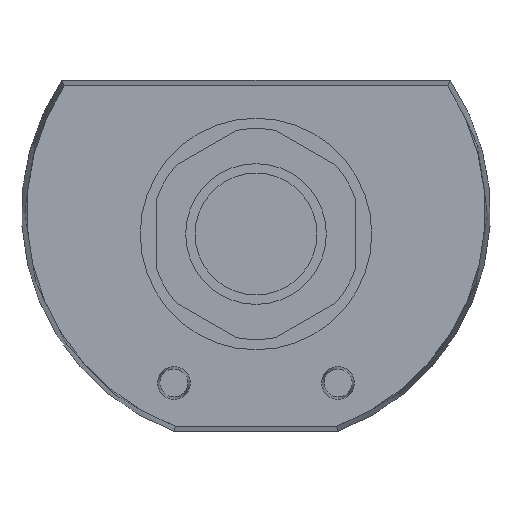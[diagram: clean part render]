
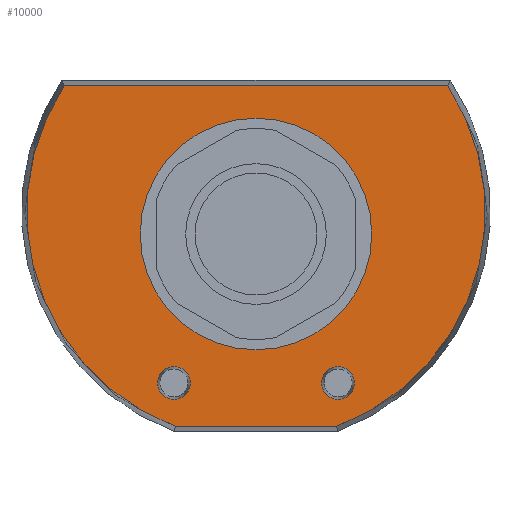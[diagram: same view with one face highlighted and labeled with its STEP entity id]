
A CAD part, front view. The second image highlights one B-rep face of the part: STEP entity #10000.
In plain terms, the highlighted face is planar.
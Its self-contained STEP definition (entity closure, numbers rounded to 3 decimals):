
#8040=CARTESIAN_POINT('',(-9.875,-1.9,-93.));
#8050=VERTEX_POINT('',#8040);
#8130=CARTESIAN_POINT('',(9.875,-1.9,-93.));
#8140=VERTEX_POINT('',#8130);
#8170=CARTESIAN_POINT('',(0.,-1.9,-93.));
#8180=DIRECTION('',(0.,0.,1.));
#8190=DIRECTION('',(-1.,0.,0.));
#8200=AXIS2_PLACEMENT_3D('',#8170,#8180,#8190);
#8210=CIRCLE('',#8200,9.875);
#8220=EDGE_CURVE('',#8140,#8050,#8210,.T.);
#9200=CARTESIAN_POINT('',(35.77,-21.217,-93.));
#9210=DIRECTION('',(0.,0.,-1.));
#9220=DIRECTION('',(-1.,0.,0.));
#9230=AXIS2_PLACEMENT_3D('',#9200,#9210,#9220);
#9240=PLANE('',#9230);
#9250=CARTESIAN_POINT('',(0.,10.76,-93.));
#9260=DIRECTION('',(-1.,0.,0.));
#9270=VECTOR('',#9260,1.);
#9280=LINE('',#9250,#9270);
#9290=CARTESIAN_POINT('',(16.335,10.76,-93.));
#9300=VERTEX_POINT('',#9290);
#9310=CARTESIAN_POINT('',(-16.335,10.76,-93.));
#9320=VERTEX_POINT('',#9310);
#9330=EDGE_CURVE('',#9300,#9320,#9280,.T.);
#9340=ORIENTED_EDGE('',*,*,#9330,.F.);
#9350=CARTESIAN_POINT('',(0.,0.,-93.
));
#9360=DIRECTION('',(0.,0.,-1.));
#9370=DIRECTION('',(0.,1.,0.));
#9380=AXIS2_PLACEMENT_3D('',#9350,#9360,#9370);
#9390=CIRCLE('',#9380,19.56);
#9400=CARTESIAN_POINT('',(-6.88,-18.31,-93.));
#9410=VERTEX_POINT('',#9400);
#9420=EDGE_CURVE('',#9410,#9320,#9390,.T.);
#9430=ORIENTED_EDGE('',*,*,#9420,.T.);
#9440=CARTESIAN_POINT('',(0.,-18.31,-93.));
#9450=DIRECTION('',(1.,0.,0.));
#9460=VECTOR('',#9450,1.);
#9470=LINE('',#9440,#9460);
#9480=CARTESIAN_POINT('',(6.88,-18.31,-93.));
#9490=VERTEX_POINT('',#9480);
#9500=EDGE_CURVE('',#9410,#9490,#9470,.T.);
#9510=ORIENTED_EDGE('',*,*,#9500,.F.);
#9520=CARTESIAN_POINT('',(0.,0.,
-93.));
#9530=DIRECTION('',(0.,0.,-1.));
#9540=DIRECTION('',(0.,1.,0.));
#9550=AXIS2_PLACEMENT_3D('',#9520,#9530,#9540);
#9560=CIRCLE('',#9550,19.56);
#9570=EDGE_CURVE('',#9300,#9490,#9560,.T.);
#9580=ORIENTED_EDGE('',*,*,#9570,.T.);
#9590=EDGE_LOOP('',(#9580,#9510,#9430,#9340));
#9600=FACE_OUTER_BOUND('',#9590,.T.);
#9610=CARTESIAN_POINT('',(-7.,-14.6,
-93.));
#9620=DIRECTION('',(0.,0.,-1.));
#9630=DIRECTION('',(0.,-1.,0.));
#9640=AXIS2_PLACEMENT_3D('',#9610,#9620,#9630);
#9650=CIRCLE('',#9640,1.4);
#9660=CARTESIAN_POINT('',(-5.6,-14.6,
-93.));
#9670=VERTEX_POINT('',#9660);
#9680=CARTESIAN_POINT('',(-7.,-16.,
-93.));
#9690=VERTEX_POINT('',#9680);
#9700=EDGE_CURVE('',#9670,#9690,#9650,.T.);
#9710=ORIENTED_EDGE('',*,*,#9700,.F.);
#9720=CARTESIAN_POINT('',(-7.,-13.2,
-93.));
#9730=VERTEX_POINT('',#9720);
#9740=EDGE_CURVE('',#9690,#9730,#9650,.T.);
#9750=ORIENTED_EDGE('',*,*,#9740,.F.);
#9760=EDGE_CURVE('',#9730,#9670,#9650,.T.);
#9770=ORIENTED_EDGE('',*,*,#9760,.F.);
#9780=EDGE_LOOP('',(#9770,#9750,#9710));
#9790=FACE_BOUND('',#9780,.T.);
#9800=EDGE_CURVE('',#8050,#8140,#8210,.T.);
#9810=ORIENTED_EDGE('',*,*,#9800,.T.);
#9820=ORIENTED_EDGE('',*,*,#8220,.T.);
#9830=EDGE_LOOP('',(#9820,#9810));
#9840=FACE_BOUND('',#9830,.T.);
#9850=CARTESIAN_POINT('',(7.,-14.6,
-93.));
#9860=DIRECTION('',(0.,0.,-1.));
#9870=DIRECTION('',(0.,-1.,0.));
#9880=AXIS2_PLACEMENT_3D('',#9850,#9860,#9870);
#9890=CIRCLE('',#9880,1.4);
#9900=CARTESIAN_POINT('',(7.,-13.2,
-93.));
#9910=VERTEX_POINT('',#9900);
#9920=CARTESIAN_POINT('',(7.,-16.,
-93.));
#9930=VERTEX_POINT('',#9920);
#9940=EDGE_CURVE('',#9910,#9930,#9890,.T.);
#9950=ORIENTED_EDGE('',*,*,#9940,.F.);
#9960=EDGE_CURVE('',#9930,#9910,#9890,.T.);
#9970=ORIENTED_EDGE('',*,*,#9960,.F.);
#9980=EDGE_LOOP('',(#9970,#9950));
#9990=FACE_BOUND('',#9980,.T.);
#10000=ADVANCED_FACE('',(#9600,#9790,#9840,#9990),#9240,.T.);
